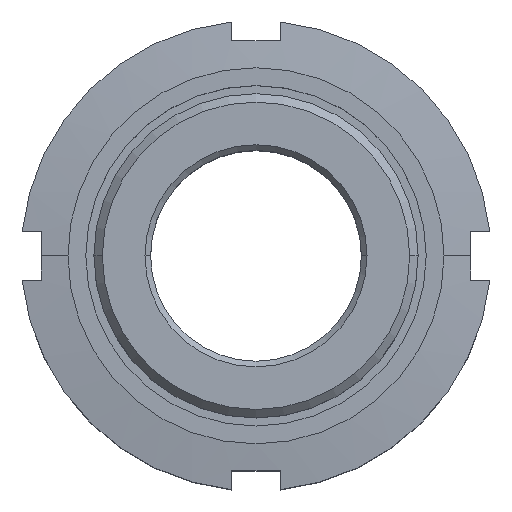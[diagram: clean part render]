
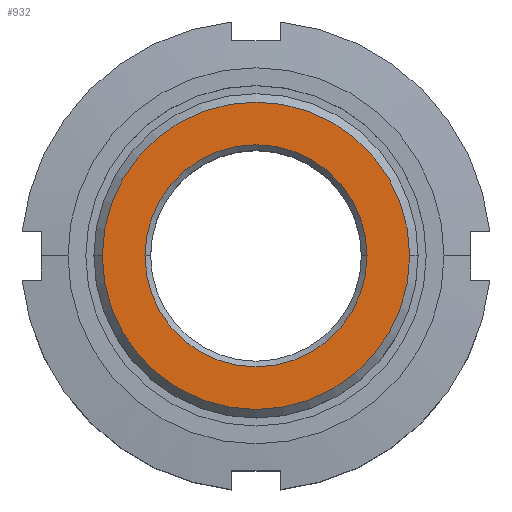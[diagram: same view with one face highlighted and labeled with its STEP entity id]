
A CAD part, top view. The second image highlights one B-rep face of the part: STEP entity #932.
In plain terms, the highlighted planar face has unit normal (0, 0, 1).
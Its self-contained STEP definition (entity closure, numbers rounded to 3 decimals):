
#452=VERTEX_POINT('',#1217);
#486=EDGE_CURVE('',#950,#840,#1252,.T.);
#644=EDGE_CURVE('',#840,#950,#1430,.T.);
#700=EDGE_CURVE('',#898,#452,#1490,.T.);
#840=VERTEX_POINT('',#1650);
#898=VERTEX_POINT('',#1714);
#930=EDGE_CURVE('',#452,#898,#1749,.T.);
#932=ADVANCED_FACE('',(#1751,#1752),#1753,.T.);
#950=VERTEX_POINT('',#1771);
#1217=CARTESIAN_POINT('',(-13.7,0.,28.0));
#1252=CIRCLE('',#2166,18.96);
#1430=CIRCLE('',#2480,18.96);
#1490=CIRCLE('',#2603,13.7);
#1650=CARTESIAN_POINT('',(18.96,0.,28.0));
#1714=CARTESIAN_POINT('',(13.7,0.,28.0));
#1749=CIRCLE('',#3087,13.7);
#1751=FACE_OUTER_BOUND('',#3089,.T.);
#1752=FACE_BOUND('',#3090,.T.);
#1753=PLANE('',#3091);
#1771=CARTESIAN_POINT('',(-18.96,0.,28.0));
#2166=AXIS2_PLACEMENT_3D('',#3636,#3637,#3638);
#2480=AXIS2_PLACEMENT_3D('',#3858,#3859,#3860);
#2603=AXIS2_PLACEMENT_3D('',#3914,#3915,#3916);
#3087=AXIS2_PLACEMENT_3D('',#4232,#4233,#4234);
#3089=EDGE_LOOP('',(#4236,#4237));
#3090=EDGE_LOOP('',(#4238,#4239));
#3091=AXIS2_PLACEMENT_3D('',#4240,#4241,#4242);
#3636=CARTESIAN_POINT('',(0.0,0.,28.0));
#3637=DIRECTION('',(0.0,0.,-1.0));
#3638=DIRECTION('',(1.0,0.0,0.0));
#3858=CARTESIAN_POINT('',(0.0,0.,28.0));
#3859=DIRECTION('',(0.0,0.,-1.0));
#3860=DIRECTION('',(1.0,0.0,0.0));
#3914=CARTESIAN_POINT('',(0.0,0.,28.0));
#3915=DIRECTION('',(0.0,0.,-1.0));
#3916=DIRECTION('',(1.0,0.0,0.0));
#4232=CARTESIAN_POINT('',(0.0,0.,28.0));
#4233=DIRECTION('',(0.0,0.,-1.0));
#4234=DIRECTION('',(1.0,0.0,0.0));
#4236=ORIENTED_EDGE('',*,*,#644,.F.);
#4237=ORIENTED_EDGE('',*,*,#486,.F.);
#4238=ORIENTED_EDGE('',*,*,#700,.T.);
#4239=ORIENTED_EDGE('',*,*,#930,.T.);
#4240=CARTESIAN_POINT('',(16.33,0.,28.0));
#4241=DIRECTION('',(0.0,0.,1.0));
#4242=DIRECTION('',(-1.0,0.0,0.0));
